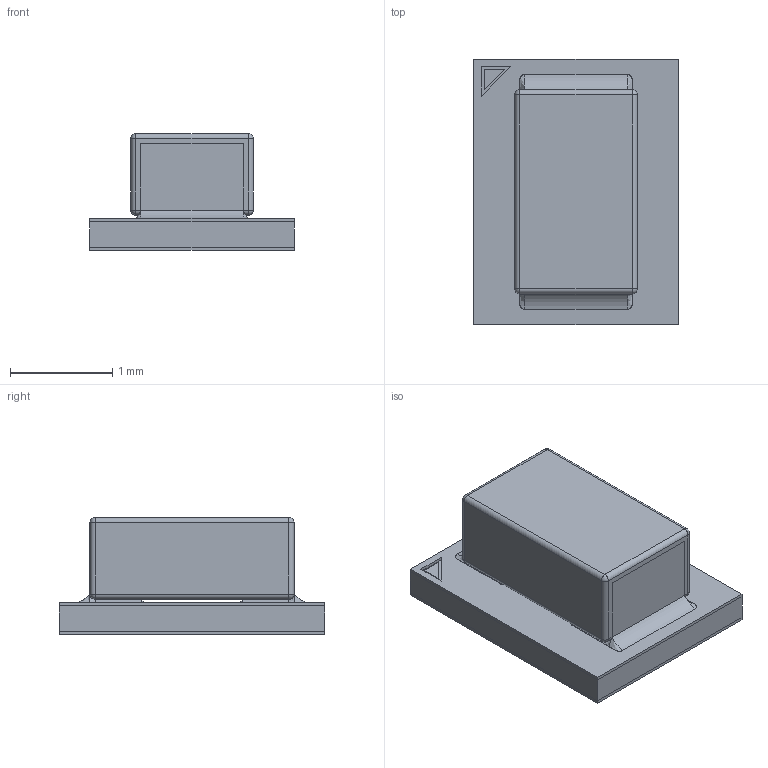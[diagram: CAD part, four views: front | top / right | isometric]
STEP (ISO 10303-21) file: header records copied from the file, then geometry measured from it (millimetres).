
FILE_DESCRIPTION((''),'2;1');
FILE_NAME('SIU0008A_ASM','2022-08-19T07:45:42',('a0412086'),(''),'CREO PARAMETRIC BY PTC INC, 2018500','CREO PARAMETRIC BY PTC INC, 2018500','');
FILE_SCHEMA(('CONFIG_CONTROL_DESIGN','SHAPE_APPEARANCE_LAYERS_GROUPS'));
Length unit declared in the file: millimetre
Products named in the file (10): SOLDERMASK-BTM; SUBSTRATE-SIP; SOLDERMASK-TOP; LAYER2; LAYER1; INDUCTOR-BODY; INDUCTOR-TERMNL; INDUCTOR_DFE21CCN1R0MEL_ASM; SOLDER-INDUCTOR; SIU0008A_ASM
Assembly tree (10 placements, depth 3):
  SIU0008A_ASM
    SOLDERMASK-BTM
    SUBSTRATE-SIP
    SOLDERMASK-TOP
    LAYER2
    LAYER1
    INDUCTOR_DFE21CCN1R0MEL_ASM
      INDUCTOR-BODY
      INDUCTOR-TERMNL  x2
    SOLDER-INDUCTOR
Bounding box: 2 x 2.6 x 1.15 mm (x, y, z)
Volume: 3.6 mm3; surface area: 56.9 mm2
Topology: 19 solids, 19 shells, 235 faces, 547 edges, 350 vertices
Faces by surface type: plane 169, cylinder 46, bspline 12, sphere 8
Entity records: 8730 total; most frequent: CARTESIAN_POINT 1495, DIRECTION 1080, ORIENTED_EDGE 1064, PRESENTATION_STYLE_ASSIGNMENT 550, STYLED_ITEM 550, CURVE_STYLE 532, EDGE_CURVE 532, VECTOR 438
